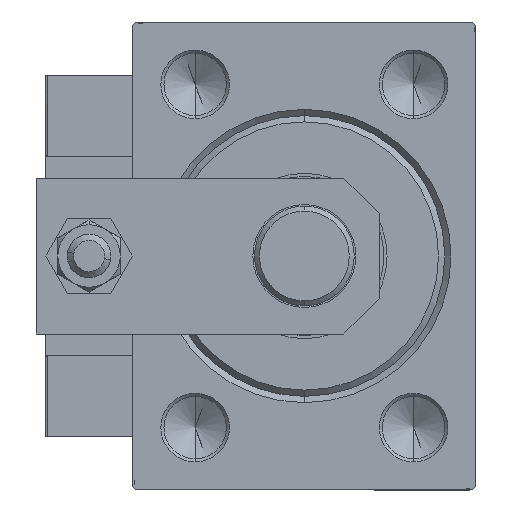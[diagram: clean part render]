
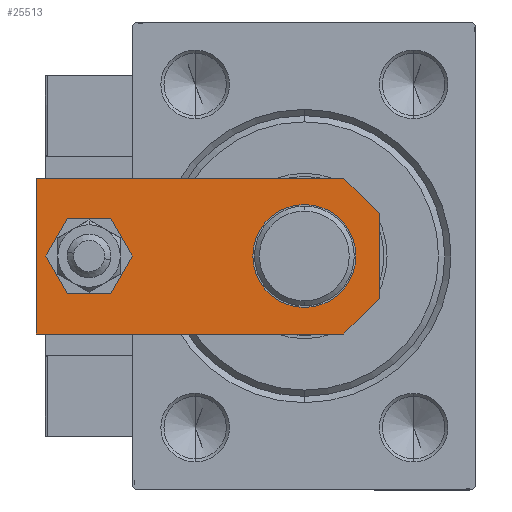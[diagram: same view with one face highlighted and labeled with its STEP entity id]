
A CAD part, left-side view. The second image highlights one B-rep face of the part: STEP entity #25513.
In plain terms, the highlighted face is planar.
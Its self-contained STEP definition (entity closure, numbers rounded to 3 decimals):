
#74 = VERTEX_POINT ( 'NONE', #50024 ) ;
#1110 = LINE ( 'NONE', #17137, #49540 ) ;
#1332 = DIRECTION ( 'NONE',  ( 1., 0., 0. ) ) ;
#1574 = AXIS2_PLACEMENT_3D ( 'NONE', #37761, #13675, #1332 ) ;
#3247 = DIRECTION ( 'NONE',  ( 0., 0., 1. ) ) ;
#3305 = AXIS2_PLACEMENT_3D ( 'NONE', #44373, #3247, #47279 ) ;
#4567 = EDGE_CURVE ( 'NONE', #26457, #28934, #8852, .T. ) ;
#5632 = ORIENTED_EDGE ( 'NONE', *, *, #19902, .F. ) ;
#5807 = DIRECTION ( 'NONE',  ( 1., 0., 0. ) ) ;
#6133 = DIRECTION ( 'NONE',  ( 0., 0., 1. ) ) ;
#8408 = VERTEX_POINT ( 'NONE', #27122 ) ;
#8852 = CIRCLE ( 'NONE', #31443, 4. ) ;
#8866 = VERTEX_POINT ( 'NONE', #18885 ) ;
#9820 = DIRECTION ( 'NONE',  ( 0., -1., 0. ) ) ;
#10046 = AXIS2_PLACEMENT_3D ( 'NONE', #25552, #6133, #41506 ) ;
#10553 = CARTESIAN_POINT ( 'NONE',  ( -8.25, 12., 6. ) ) ;
#10605 = VECTOR ( 'NONE', #34343, 1000. ) ;
#11725 = VERTEX_POINT ( 'NONE', #48663 ) ;
#13192 = DIRECTION ( 'NONE',  ( 1., 0., 0. ) ) ;
#13428 = CARTESIAN_POINT ( 'NONE',  ( 0., 12., 6. ) ) ;
#13675 = DIRECTION ( 'NONE',  ( 0., 0., 1. ) ) ;
#14266 = VECTOR ( 'NONE', #31313, 1000. ) ;
#15160 = EDGE_CURVE ( 'NONE', #44948, #11725, #17370, .T. ) ;
#15334 = ORIENTED_EDGE ( 'NONE', *, *, #23673, .F. ) ;
#15574 = CARTESIAN_POINT ( 'NONE',  ( -12.5, 5.66, 6. ) ) ;
#15907 = EDGE_LOOP ( 'NONE', ( #15334, #16438 ) ) ;
#16407 = DIRECTION ( 'NONE',  ( -1., 0., 0. ) ) ;
#16438 = ORIENTED_EDGE ( 'NONE', *, *, #4567, .F. ) ;
#17137 = CARTESIAN_POINT ( 'NONE',  ( -12.5, 0., 6. ) ) ;
#17370 = LINE ( 'NONE', #29660, #10605 ) ;
#18432 = LINE ( 'NONE', #27313, #44451 ) ;
#18885 = CARTESIAN_POINT ( 'NONE',  ( 6.84, 0., 6. ) ) ;
#19902 = EDGE_CURVE ( 'NONE', #46572, #23505, #32557, .T. ) ;
#20610 = EDGE_LOOP ( 'NONE', ( #24093, #5632 ) ) ;
#20876 = CIRCLE ( 'NONE', #3305, 8.25 ) ;
#22843 = CARTESIAN_POINT ( 'NONE',  ( -4., 46.5, 6. ) ) ;
#23390 = EDGE_LOOP ( 'NONE', ( #29183, #25397, #28806, #51535, #23577, #28401 ) ) ;
#23505 = VERTEX_POINT ( 'NONE', #10553 ) ;
#23577 = ORIENTED_EDGE ( 'NONE', *, *, #42013, .T. ) ;
#23673 = EDGE_CURVE ( 'NONE', #28934, #26457, #36721, .T. ) ;
#23711 = LINE ( 'NONE', #42820, #14266 ) ;
#24093 = ORIENTED_EDGE ( 'NONE', *, *, #38284, .F. ) ;
#25349 = EDGE_CURVE ( 'NONE', #74, #32847, #49129, .T. ) ;
#25397 = ORIENTED_EDGE ( 'NONE', *, *, #15160, .T. ) ;
#25513 = ADVANCED_FACE ( 'NONE', ( #26064, #30753, #50663 ), #26573, .T. ) ;
#25529 = EDGE_CURVE ( 'NONE', #32847, #44948, #49647, .T. ) ;
#25552 = CARTESIAN_POINT ( 'NONE',  ( 0., 0., 6. ) ) ;
#26064 = FACE_BOUND ( 'NONE', #15907, .T. ) ;
#26457 = VERTEX_POINT ( 'NONE', #43313 ) ;
#26573 = PLANE ( 'NONE',  #10046 ) ;
#27122 = CARTESIAN_POINT ( 'NONE',  ( 12.5, 5.66, 6. ) ) ;
#27313 = CARTESIAN_POINT ( 'NONE',  ( 12.5, 0., 6. ) ) ;
#28401 = ORIENTED_EDGE ( 'NONE', *, *, #25349, .T. ) ;
#28806 = ORIENTED_EDGE ( 'NONE', *, *, #30360, .T. ) ;
#28934 = VERTEX_POINT ( 'NONE', #22843 ) ;
#29183 = ORIENTED_EDGE ( 'NONE', *, *, #25529, .T. ) ;
#29275 = VECTOR ( 'NONE', #16407, 1000. ) ;
#29660 = CARTESIAN_POINT ( 'NONE',  ( -3.42, -3.42, 6. ) ) ;
#30360 = EDGE_CURVE ( 'NONE', #11725, #8866, #1110, .T. ) ;
#30496 = CARTESIAN_POINT ( 'NONE',  ( -12.5, 55., 6. ) ) ;
#30753 = FACE_OUTER_BOUND ( 'NONE', #23390, .T. ) ;
#31313 = DIRECTION ( 'NONE',  ( 0.707, 0.707, 0. ) ) ;
#31443 = AXIS2_PLACEMENT_3D ( 'NONE', #39285, #47416, #35608 ) ;
#32557 = CIRCLE ( 'NONE', #42558, 8.25 ) ;
#32847 = VERTEX_POINT ( 'NONE', #45641 ) ;
#34343 = DIRECTION ( 'NONE',  ( 0.707, -0.707, 0. ) ) ;
#35608 = DIRECTION ( 'NONE',  ( 1., 0., 0. ) ) ;
#36721 = CIRCLE ( 'NONE', #1574, 4. ) ;
#36796 = CARTESIAN_POINT ( 'NONE',  ( 12.5, 55., 6. ) ) ;
#37761 = CARTESIAN_POINT ( 'NONE',  ( 0., 46.5, 6. ) ) ;
#38284 = EDGE_CURVE ( 'NONE', #23505, #46572, #20876, .T. ) ;
#39285 = CARTESIAN_POINT ( 'NONE',  ( 0., 46.5, 6. ) ) ;
#39469 = EDGE_CURVE ( 'NONE', #8866, #8408, #23711, .T. ) ;
#41175 = DIRECTION ( 'NONE',  ( 0., 0., 1. ) ) ;
#41506 = DIRECTION ( 'NONE',  ( 1., 0., 0. ) ) ;
#41861 = CARTESIAN_POINT ( 'NONE',  ( 8.25, 12., 6. ) ) ;
#42013 = EDGE_CURVE ( 'NONE', #8408, #74, #18432, .T. ) ;
#42558 = AXIS2_PLACEMENT_3D ( 'NONE', #13428, #41175, #5807 ) ;
#42820 = CARTESIAN_POINT ( 'NONE',  ( 3.42, -3.42, 6. ) ) ;
#43261 = DIRECTION ( 'NONE',  ( 0., 1., 0. ) ) ;
#43313 = CARTESIAN_POINT ( 'NONE',  ( 4., 46.5, 6. ) ) ;
#44373 = CARTESIAN_POINT ( 'NONE',  ( 0., 12., 6. ) ) ;
#44451 = VECTOR ( 'NONE', #43261, 1000. ) ;
#44948 = VERTEX_POINT ( 'NONE', #15574 ) ;
#45641 = CARTESIAN_POINT ( 'NONE',  ( -12.5, 55., 6. ) ) ;
#46021 = VECTOR ( 'NONE', #9820, 1000. ) ;
#46572 = VERTEX_POINT ( 'NONE', #41861 ) ;
#47279 = DIRECTION ( 'NONE',  ( 1., 0., 0. ) ) ;
#47416 = DIRECTION ( 'NONE',  ( 0., 0., 1. ) ) ;
#48663 = CARTESIAN_POINT ( 'NONE',  ( -6.84, 0., 6. ) ) ;
#49129 = LINE ( 'NONE', #36796, #29275 ) ;
#49540 = VECTOR ( 'NONE', #13192, 1000. ) ;
#49647 = LINE ( 'NONE', #30496, #46021 ) ;
#50024 = CARTESIAN_POINT ( 'NONE',  ( 12.5, 55., 6. ) ) ;
#50663 = FACE_BOUND ( 'NONE', #20610, .T. ) ;
#51535 = ORIENTED_EDGE ( 'NONE', *, *, #39469, .T. ) ;
